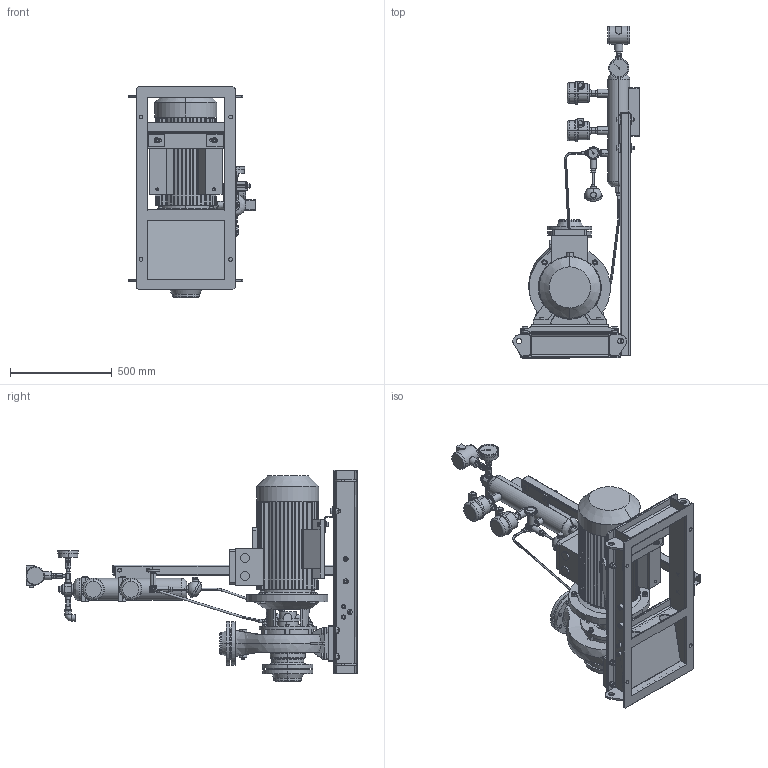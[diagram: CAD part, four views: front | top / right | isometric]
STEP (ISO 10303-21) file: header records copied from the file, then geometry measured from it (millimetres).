
FILE_DESCRIPTION (( 'STEP AP203' ), '1' );
FILE_NAME ('221-319-55Ò-ÐÑ2-17-02.step', '2023-07-26T17:44:51', ( 'adb' ), ( '' ), 'SwSTEP 2.0', 'SolidWorks 2016', '' );
FILE_SCHEMA (( 'CONFIG_CONTROL_DESIGN' ));
Length unit declared in the file: millimetre
Products named in the file (1): 221-319-55Ò-ÐÑ2-17-02
Bounding box: 620.8 x 1630.5 x 1037 mm (x, y, z)
Volume: 74042370.6 mm3; surface area: 6573359.6 mm2
Topology: 32 solids, 47 shells, 3267 faces, 8281 edges, 5331 vertices
Faces by surface type: plane 1675, cylinder 1202, cone 280, torus 63, bspline 37, sphere 10
Entity records: 113376 total; most frequent: CARTESIAN_POINT 33573, DIRECTION 16850, ORIENTED_EDGE 16530, EDGE_CURVE 8265, AXIS2_PLACEMENT_3D 6355, VERTEX_POINT 5325, VECTOR 4140, LINE 4140
